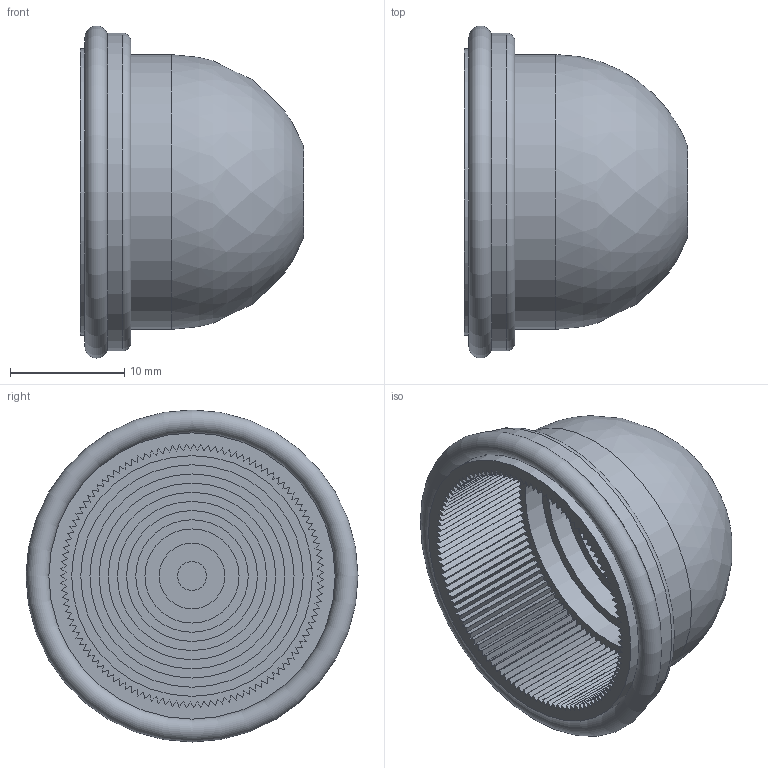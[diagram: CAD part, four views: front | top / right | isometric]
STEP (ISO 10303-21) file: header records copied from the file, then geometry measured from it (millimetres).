
FILE_DESCRIPTION((''),'2;1');
FILE_NAME('PLLx.stp','2007-11-21T12:26:45',('Philipp'),(''),'Autodesk Inventor 2008','Autodesk Inventor 2008','');
FILE_SCHEMA(('AUTOMOTIVE_DESIGN { 1 0 10303 214 1 1 1 1 }'));
Length unit declared in the file: millimetre
Products named in the file (3): PLLx; cap; gasket
Assembly tree (2 placements, depth 2):
  PLLx
    cap
    gasket
Bounding box: 19.5 x 29 x 29 mm (x, y, z)
Volume: 1950.2 mm3; surface area: 4625.4 mm2
Topology: 2 solids, 2 shells, 378 faces, 1083 edges, 721 vertices
Faces by surface type: plane 246, cylinder 129, torus 2, bspline 1
Full cylindrical faces by diameter (mm): 2.54 x1, 5.732 x1, 8.225 x1, 9.825 x1, 11.425 x1, 13.025 x1, 14.625 x1, 16.225 x1, 17.825 x1, 19.425 x1, 21.025 x1, 24 x1, 25 x1, 27.75 x1
Entity records: 12380 total; most frequent: CARTESIAN_POINT 2197, ORIENTED_EDGE 2134, DIRECTION 2093, EDGE_CURVE 1067, VECTOR 805, LINE 805, VERTEX_POINT 721, AXIS2_PLACEMENT_3D 644
